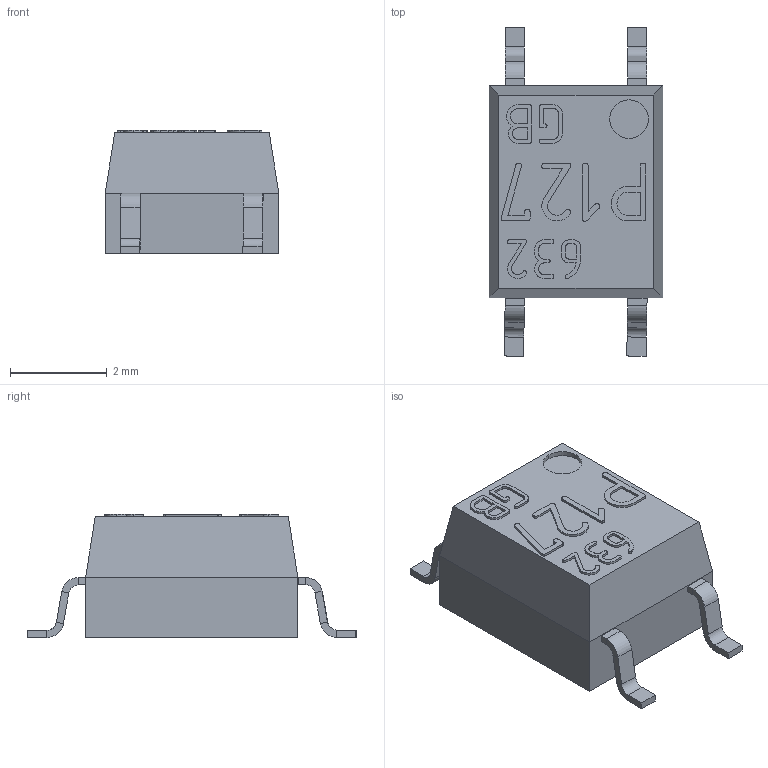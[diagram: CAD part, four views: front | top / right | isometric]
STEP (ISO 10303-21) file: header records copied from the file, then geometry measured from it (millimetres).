
FILE_DESCRIPTION (( 'STEP AP214' ), '1' );
FILE_NAME ('E9101F17-E53D-46F1-B490-5850011C52E7.STEP', '2023-06-05T22:06:05', ( '' ), ( '' ), 'SwSTEP 2.0', 'SolidWorks 2022', '' );
FILE_SCHEMA (( 'AUTOMOTIVE_DESIGN' ));
Length unit declared in the file: millimetre
Products named in the file (1): E9101F17-E53D-46F1-B490-5850011C52E7
Bounding box: 3.6 x 6.81 x 2.55 mm (x, y, z)
Volume: 38.2 mm3; surface area: 79 mm2
Topology: 5 solids, 5 shells, 273 faces, 679 edges, 430 vertices
Faces by surface type: plane 156, bspline 99, cylinder 18
Entity records: 8568 total; most frequent: CARTESIAN_POINT 2414, ORIENTED_EDGE 1358, DIRECTION 867, EDGE_CURVE 679, VECTOR 445, LINE 445, VERTEX_POINT 430, EDGE_LOOP 287
